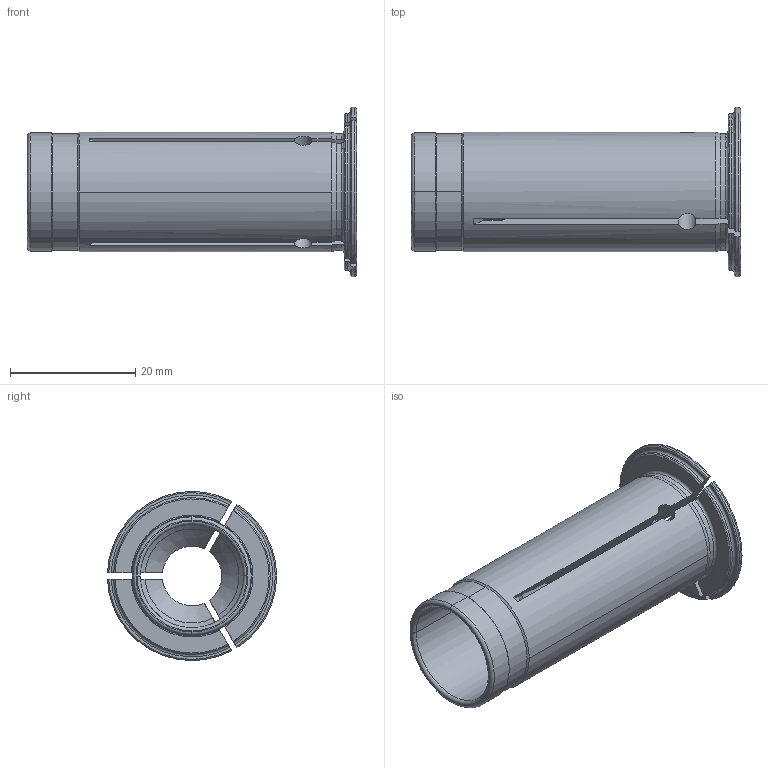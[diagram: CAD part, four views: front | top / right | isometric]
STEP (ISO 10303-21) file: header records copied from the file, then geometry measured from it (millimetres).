
FILE_DESCRIPTION((''),'2;1');
FILE_NAME('HK19_05-9_525','2020-03-28T',('MYPC'),(''),'PRO/ENGINEER BY PARAMETRIC TECHNOLOGY CORPORATION, 2012130','PRO/ENGINEER BY PARAMETRIC TECHNOLOGY CORPORATION, 2012130','');
FILE_SCHEMA(('CONFIG_CONTROL_DESIGN'));
Length unit declared in the file: millimetre
Products named in the file (1): HK19_05-9_525
Bounding box: 52.5 x 26.99 x 27 mm (x, y, z)
Volume: 8411.9 mm3; surface area: 6774.4 mm2
Topology: 1 solids, 1 shells, 92 faces, 263 edges, 172 vertices
Faces by surface type: cylinder 32, plane 22, cone 22, torus 16
Entity records: 3459 total; most frequent: CARTESIAN_POINT 1090, ORIENTED_EDGE 526, DIRECTION 454, EDGE_CURVE 263, AXIS2_PLACEMENT_3D 179, VERTEX_POINT 172, VECTOR 96, LINE 96
